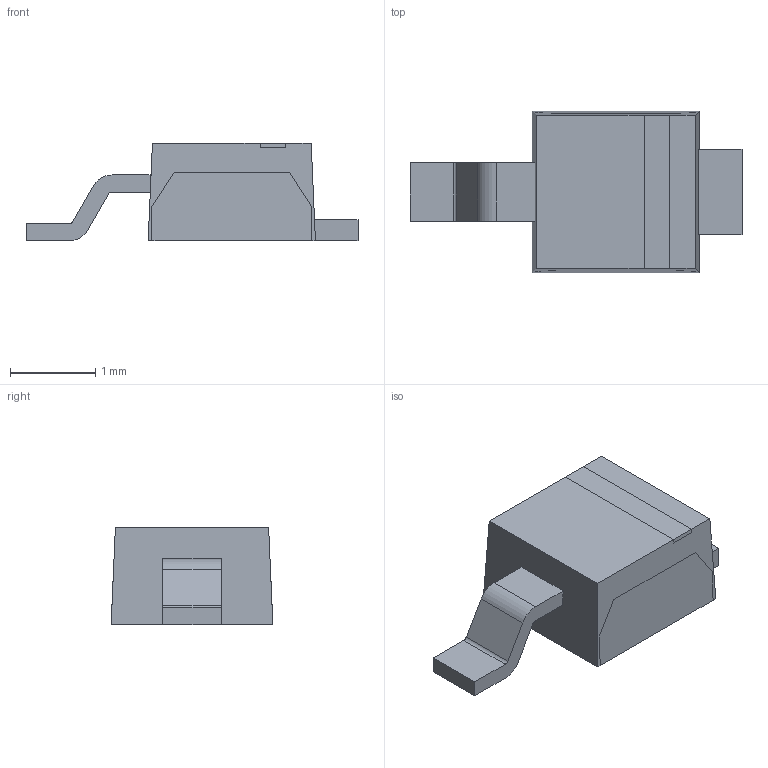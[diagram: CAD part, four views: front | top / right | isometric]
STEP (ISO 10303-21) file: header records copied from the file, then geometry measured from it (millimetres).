
FILE_DESCRIPTION((''),'2;1');
FILE_NAME('ONSEMI_POWERMITE.stp','2011-08-18T09:28:46',(''),(''),'Mechanical Desktop 2011','Mechanical Desktop 2011',', , ');
FILE_SCHEMA(('AUTOMOTIVE_DESIGN { 1 2 10303 214 1 1 1 1 }'));
Length unit declared in the file: millimetre
Products named in the file (1): Product
Bounding box: 3.9 x 1.9 x 1.15 mm (x, y, z)
Volume: 4.4 mm3; surface area: 33.9 mm2
Topology: 5 solids, 5 shells, 52 faces, 122 edges, 80 vertices
Faces by surface type: plane 48, cylinder 4
Entity records: 1517 total; most frequent: CARTESIAN_POINT 255, ORIENTED_EDGE 244, DIRECTION 236, EDGE_CURVE 122, VECTOR 114, LINE 114, VERTEX_POINT 80, AXIS2_PLACEMENT_3D 61
